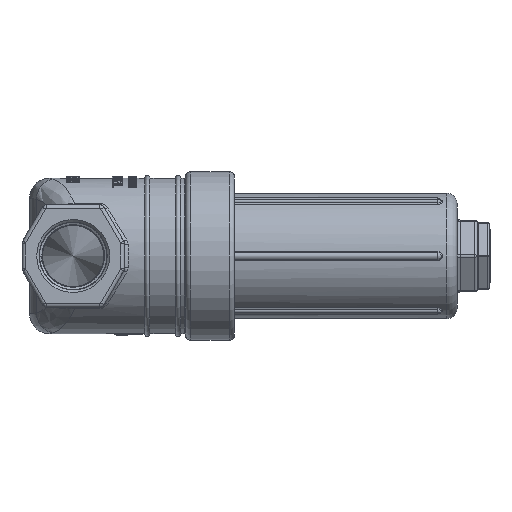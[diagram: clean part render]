
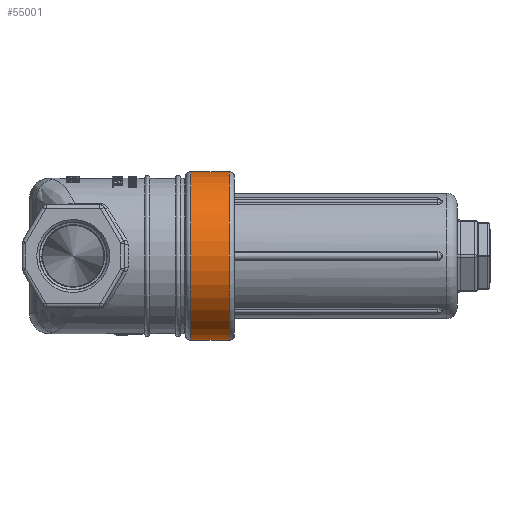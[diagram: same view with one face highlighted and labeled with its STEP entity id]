
A CAD part, left-side view. The second image highlights one B-rep face of the part: STEP entity #55001.
In plain terms, the highlighted cylindrical face has radius 52.388 mm (diameter 104.775 mm), a full revolution.
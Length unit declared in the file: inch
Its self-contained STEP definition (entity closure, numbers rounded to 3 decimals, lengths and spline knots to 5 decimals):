
#3930=CIRCLE('',#58435,2.0625);
#3931=CIRCLE('',#58436,2.0625);
#3932=CIRCLE('',#58437,2.0625);
#3934=CIRCLE('',#58440,2.0625);
#3935=CIRCLE('',#58441,2.0625);
#3936=CIRCLE('',#58442,2.0625);
#4769=CYLINDRICAL_SURFACE('',#58439,2.0625);
#5215=FACE_OUTER_BOUND('',#8367,.T.);
#8367=EDGE_LOOP('',(#36491,#36492,#36493,#36494,#36495,#36496,#36497,#36498));
#11929=LINE('',#78421,#16996);
#16996=VECTOR('',#62116,2.0625);
#22182=VERTEX_POINT('',#78411);
#22183=VERTEX_POINT('',#78413);
#22184=VERTEX_POINT('',#78415);
#22185=VERTEX_POINT('',#78420);
#22186=VERTEX_POINT('',#78422);
#22187=VERTEX_POINT('',#78424);
#27797=EDGE_CURVE('',#22182,#22183,#3930,.T.);
#27798=EDGE_CURVE('',#22183,#22184,#3931,.T.);
#27799=EDGE_CURVE('',#22184,#22182,#3932,.T.);
#27801=EDGE_CURVE('',#22183,#22185,#11929,.T.);
#27802=EDGE_CURVE('',#22186,#22185,#3934,.T.);
#27803=EDGE_CURVE('',#22187,#22186,#3935,.T.);
#27804=EDGE_CURVE('',#22185,#22187,#3936,.T.);
#36491=ORIENTED_EDGE('',*,*,#27799,.F.);
#36492=ORIENTED_EDGE('',*,*,#27798,.F.);
#36493=ORIENTED_EDGE('',*,*,#27801,.T.);
#36494=ORIENTED_EDGE('',*,*,#27802,.F.);
#36495=ORIENTED_EDGE('',*,*,#27803,.F.);
#36496=ORIENTED_EDGE('',*,*,#27804,.F.);
#36497=ORIENTED_EDGE('',*,*,#27801,.F.);
#36498=ORIENTED_EDGE('',*,*,#27797,.F.);
#55001=ADVANCED_FACE('',(#5215),#4769,.T.);
#58435=AXIS2_PLACEMENT_3D('',#78414,#62106,#62107);
#58436=AXIS2_PLACEMENT_3D('',#78416,#62108,#62109);
#58437=AXIS2_PLACEMENT_3D('',#78417,#62110,#62111);
#58439=AXIS2_PLACEMENT_3D('',#78419,#62114,#62115);
#58440=AXIS2_PLACEMENT_3D('',#78423,#62117,#62118);
#58441=AXIS2_PLACEMENT_3D('',#78425,#62119,#62120);
#58442=AXIS2_PLACEMENT_3D('',#78426,#62121,#62122);
#62106=DIRECTION('center_axis',(0.,-1.,0.));
#62107=DIRECTION('ref_axis',(-1.,0.,0.));
#62108=DIRECTION('center_axis',(0.,-1.,0.));
#62109=DIRECTION('ref_axis',(-1.,0.,0.));
#62110=DIRECTION('center_axis',(0.,-1.,0.));
#62111=DIRECTION('ref_axis',(-1.,0.,0.));
#62114=DIRECTION('center_axis',(0.,-1.,0.));
#62115=DIRECTION('ref_axis',(1.,0.,0.));
#62116=DIRECTION('',(0.,1.,0.));
#62117=DIRECTION('center_axis',(0.,1.,0.));
#62118=DIRECTION('ref_axis',(-1.,0.,0.));
#62119=DIRECTION('center_axis',(0.,1.,0.));
#62120=DIRECTION('ref_axis',(-1.,0.,0.));
#62121=DIRECTION('center_axis',(0.,1.,0.));
#62122=DIRECTION('ref_axis',(-1.,0.,0.));
#78411=CARTESIAN_POINT('',(0.,-3.8125,2.0625));
#78413=CARTESIAN_POINT('',(-2.0625,-3.8125,0.));
#78414=CARTESIAN_POINT('Origin',(0.,-3.8125,0.));
#78415=CARTESIAN_POINT('',(2.0625,-3.8125,0.));
#78416=CARTESIAN_POINT('Origin',(0.,-3.8125,0.));
#78417=CARTESIAN_POINT('Origin',(0.,-3.8125,0.));
#78419=CARTESIAN_POINT('Origin',(0.,-3.3425,0.));
#78420=CARTESIAN_POINT('',(-2.0625,-2.8725,0.));
#78421=CARTESIAN_POINT('',(-2.0625,-3.3425,0.));
#78422=CARTESIAN_POINT('',(2.0625,-2.8725,0.));
#78423=CARTESIAN_POINT('Origin',(0.,-2.8725,0.));
#78424=CARTESIAN_POINT('',(0.,-2.8725,2.0625));
#78425=CARTESIAN_POINT('Origin',(0.,-2.8725,0.));
#78426=CARTESIAN_POINT('Origin',(0.,-2.8725,0.));
